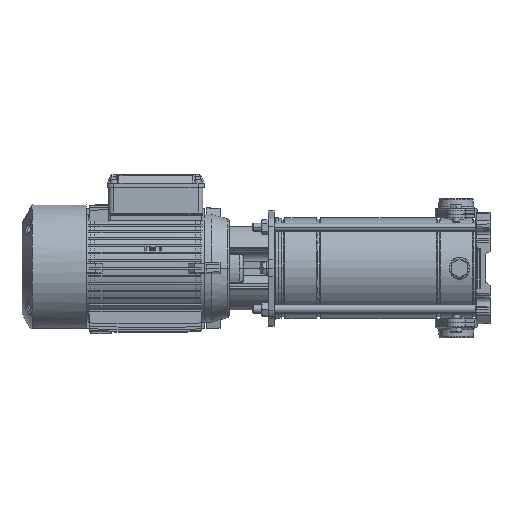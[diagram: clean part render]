
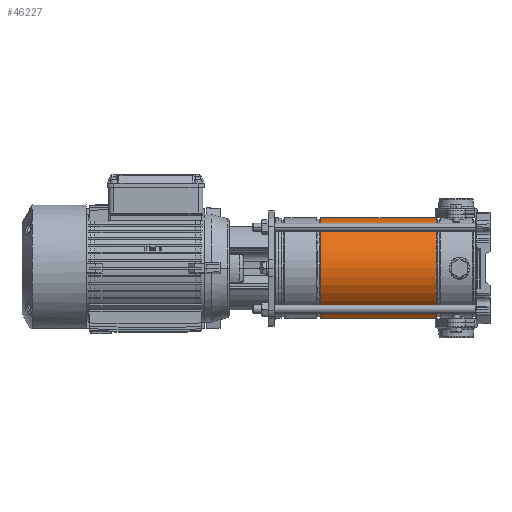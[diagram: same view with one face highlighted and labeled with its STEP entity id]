
A CAD part, left-side view. The second image highlights one B-rep face of the part: STEP entity #46227.
In plain terms, the highlighted cylindrical face has radius 74.4 mm (diameter 148.8 mm), a partial arc.
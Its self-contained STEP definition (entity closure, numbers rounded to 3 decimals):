
#533 = DIRECTION ( 'NONE',  ( 0., 0., -1. ) ) ;
#1723 = VERTEX_POINT ( 'NONE', #57639 ) ;
#6863 = EDGE_CURVE ( 'NONE', #1723, #53980, #64463, .T. ) ;
#7284 = VECTOR ( 'NONE', #64414, 1000. ) ;
#8012 = ORIENTED_EDGE ( 'NONE', *, *, #22338, .F. ) ;
#8088 = ORIENTED_EDGE ( 'NONE', *, *, #6863, .T. ) ;
#8695 = CIRCLE ( 'NONE', #16506, 74.4 ) ;
#12413 = CARTESIAN_POINT ( 'NONE',  ( 0., 0., 0. ) ) ;
#15853 = CARTESIAN_POINT ( 'NONE',  ( 0., 0., 238.664 ) ) ;
#16506 = AXIS2_PLACEMENT_3D ( 'NONE', #15853, #47123, #31309 ) ;
#19208 = EDGE_CURVE ( 'NONE', #61012, #1723, #8695, .T. ) ;
#20503 = CARTESIAN_POINT ( 'NONE',  ( -74.4, 0., 0. ) ) ;
#22338 = EDGE_CURVE ( 'NONE', #61012, #33692, #53172, .T. ) ;
#25250 = VECTOR ( 'NONE', #533, 1000. ) ;
#29238 = FACE_OUTER_BOUND ( 'NONE', #39274, .T. ) ;
#31309 = DIRECTION ( 'NONE',  ( -1., 0., 0. ) ) ;
#33019 = DIRECTION ( 'NONE',  ( 0., 0., -1. ) ) ;
#33692 = VERTEX_POINT ( 'NONE', #45291 ) ;
#33855 = ORIENTED_EDGE ( 'NONE', *, *, #64684, .F. ) ;
#34159 = DIRECTION ( 'NONE',  ( 0., 0., -1. ) ) ;
#35595 = AXIS2_PLACEMENT_3D ( 'NONE', #12413, #34159, #60886 ) ;
#37278 = CIRCLE ( 'NONE', #51877, 74.4 ) ;
#39274 = EDGE_LOOP ( 'NONE', ( #45637, #8088, #33855, #8012 ) ) ;
#42326 = CARTESIAN_POINT ( 'NONE',  ( 74.4, 0., 0. ) ) ;
#42414 = CARTESIAN_POINT ( 'NONE',  ( 74.4, 0., 67.336 ) ) ;
#45291 = CARTESIAN_POINT ( 'NONE',  ( -74.4, 0., 67.336 ) ) ;
#45637 = ORIENTED_EDGE ( 'NONE', *, *, #19208, .T. ) ;
#46227 = ADVANCED_FACE ( 'NONE', ( #29238 ), #65836, .T. ) ;
#47123 = DIRECTION ( 'NONE',  ( 0., 0., -1. ) ) ;
#48364 = CARTESIAN_POINT ( 'NONE',  ( -74.4, 0., 238.664 ) ) ;
#48856 = DIRECTION ( 'NONE',  ( -1., 0., 0. ) ) ;
#51877 = AXIS2_PLACEMENT_3D ( 'NONE', #59417, #33019, #48856 ) ;
#53172 = LINE ( 'NONE', #20503, #7284 ) ;
#53980 = VERTEX_POINT ( 'NONE', #42414 ) ;
#57639 = CARTESIAN_POINT ( 'NONE',  ( 74.4, 0., 238.664 ) ) ;
#59417 = CARTESIAN_POINT ( 'NONE',  ( 0., 0., 67.336 ) ) ;
#60886 = DIRECTION ( 'NONE',  ( -1., 0., 0. ) ) ;
#61012 = VERTEX_POINT ( 'NONE', #48364 ) ;
#64414 = DIRECTION ( 'NONE',  ( 0., 0., -1. ) ) ;
#64463 = LINE ( 'NONE', #42326, #25250 ) ;
#64684 = EDGE_CURVE ( 'NONE', #33692, #53980, #37278, .T. ) ;
#65836 = CYLINDRICAL_SURFACE ( 'NONE', #35595, 74.4 ) ;
